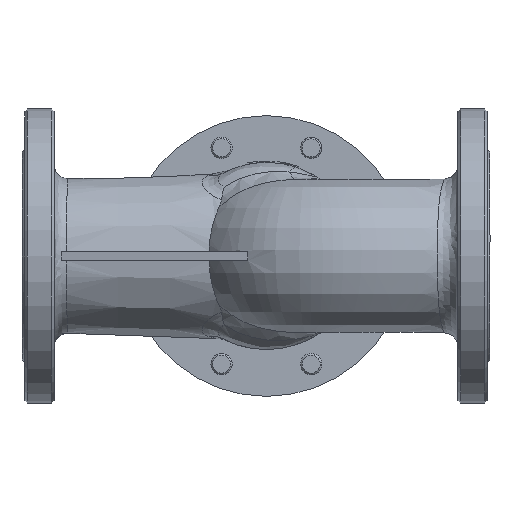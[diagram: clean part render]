
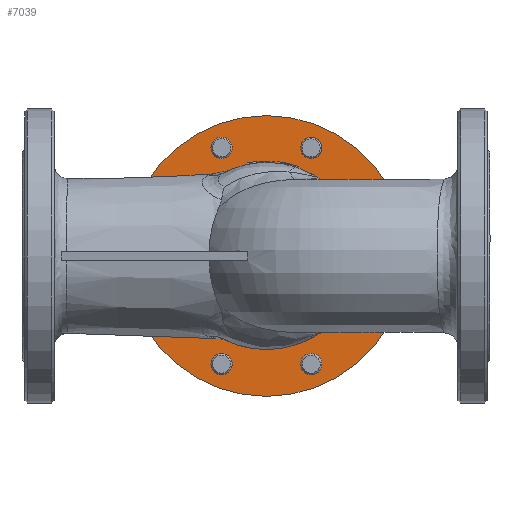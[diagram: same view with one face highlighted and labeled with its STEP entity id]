
A CAD part, front view. The second image highlights one B-rep face of the part: STEP entity #7039.
In plain terms, the highlighted planar face has unit normal (0, -1, 0).
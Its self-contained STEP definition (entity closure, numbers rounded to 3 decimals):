
#1338=FACE_BOUND('',#2303,.T.);
#1339=FACE_BOUND('',#2304,.T.);
#1340=FACE_BOUND('',#2305,.T.);
#1341=FACE_BOUND('',#2306,.T.);
#1342=FACE_BOUND('',#2307,.T.);
#1343=FACE_BOUND('',#2308,.T.);
#1344=FACE_BOUND('',#2309,.T.);
#1345=FACE_BOUND('',#2310,.T.);
#1346=FACE_BOUND('',#2311,.T.);
#1486=PLANE('',#7871);
#1811=FACE_OUTER_BOUND('',#2302,.T.);
#2302=EDGE_LOOP('',(#5861));
#2303=EDGE_LOOP('',(#5862));
#2304=EDGE_LOOP('',(#5863));
#2305=EDGE_LOOP('',(#5864));
#2306=EDGE_LOOP('',(#5865));
#2307=EDGE_LOOP('',(#5866));
#2308=EDGE_LOOP('',(#5867));
#2309=EDGE_LOOP('',(#5868));
#2310=EDGE_LOOP('',(#5869));
#2311=EDGE_LOOP('',(#5870));
#2729=CIRCLE('',#7826,70.);
#2761=CIRCLE('',#7872,105.);
#2762=CIRCLE('',#7873,8.);
#2763=CIRCLE('',#7874,8.);
#2764=CIRCLE('',#7875,8.);
#2765=CIRCLE('',#7876,8.);
#2766=CIRCLE('',#7877,8.);
#2767=CIRCLE('',#7878,8.);
#2768=CIRCLE('',#7879,8.);
#2769=CIRCLE('',#7880,8.);
#3283=VERTEX_POINT('',#14575);
#3346=VERTEX_POINT('',#17315);
#3347=VERTEX_POINT('',#17317);
#3348=VERTEX_POINT('',#17319);
#3349=VERTEX_POINT('',#17321);
#3350=VERTEX_POINT('',#17323);
#3351=VERTEX_POINT('',#17325);
#3352=VERTEX_POINT('',#17327);
#3353=VERTEX_POINT('',#17329);
#3354=VERTEX_POINT('',#17331);
#4125=EDGE_CURVE('',#3283,#3283,#2729,.T.);
#4217=EDGE_CURVE('',#3346,#3346,#2761,.T.);
#4218=EDGE_CURVE('',#3347,#3347,#2762,.T.);
#4219=EDGE_CURVE('',#3348,#3348,#2763,.T.);
#4220=EDGE_CURVE('',#3349,#3349,#2764,.T.);
#4221=EDGE_CURVE('',#3350,#3350,#2765,.T.);
#4222=EDGE_CURVE('',#3351,#3351,#2766,.T.);
#4223=EDGE_CURVE('',#3352,#3352,#2767,.T.);
#4224=EDGE_CURVE('',#3353,#3353,#2768,.T.);
#4225=EDGE_CURVE('',#3354,#3354,#2769,.T.);
#5861=ORIENTED_EDGE('',*,*,#4217,.F.);
#5862=ORIENTED_EDGE('',*,*,#4218,.F.);
#5863=ORIENTED_EDGE('',*,*,#4219,.F.);
#5864=ORIENTED_EDGE('',*,*,#4220,.F.);
#5865=ORIENTED_EDGE('',*,*,#4221,.F.);
#5866=ORIENTED_EDGE('',*,*,#4222,.F.);
#5867=ORIENTED_EDGE('',*,*,#4223,.F.);
#5868=ORIENTED_EDGE('',*,*,#4224,.F.);
#5869=ORIENTED_EDGE('',*,*,#4225,.F.);
#5870=ORIENTED_EDGE('',*,*,#4125,.T.);
#7039=ADVANCED_FACE('',(#1811,#1338,#1339,#1340,#1341,#1342,#1343,#1344,
#1345,#1346),#1486,.F.);
#7826=AXIS2_PLACEMENT_3D('',#14577,#9351,#9352);
#7871=AXIS2_PLACEMENT_3D('',#17314,#9446,#9447);
#7872=AXIS2_PLACEMENT_3D('',#17316,#9448,#9449);
#7873=AXIS2_PLACEMENT_3D('',#17318,#9450,#9451);
#7874=AXIS2_PLACEMENT_3D('',#17320,#9452,#9453);
#7875=AXIS2_PLACEMENT_3D('',#17322,#9454,#9455);
#7876=AXIS2_PLACEMENT_3D('',#17324,#9456,#9457);
#7877=AXIS2_PLACEMENT_3D('',#17326,#9458,#9459);
#7878=AXIS2_PLACEMENT_3D('',#17328,#9460,#9461);
#7879=AXIS2_PLACEMENT_3D('',#17330,#9462,#9463);
#7880=AXIS2_PLACEMENT_3D('',#17332,#9464,#9465);
#9351=DIRECTION('center_axis',(0.,1.,0.));
#9352=DIRECTION('ref_axis',(0.,0.,1.));
#9446=DIRECTION('center_axis',(0.,1.,0.));
#9447=DIRECTION('ref_axis',(0.,0.,1.));
#9448=DIRECTION('center_axis',(0.,1.,0.));
#9449=DIRECTION('ref_axis',(1.,0.,0.));
#9450=DIRECTION('center_axis',(0.,-1.,0.));
#9451=DIRECTION('ref_axis',(-1.,0.,0.));
#9452=DIRECTION('center_axis',(0.,-1.,0.));
#9453=DIRECTION('ref_axis',(-1.,0.,0.));
#9454=DIRECTION('center_axis',(0.,-1.,0.));
#9455=DIRECTION('ref_axis',(-1.,0.,0.));
#9456=DIRECTION('center_axis',(0.,-1.,0.));
#9457=DIRECTION('ref_axis',(-1.,0.,0.));
#9458=DIRECTION('center_axis',(0.,-1.,0.));
#9459=DIRECTION('ref_axis',(-1.,0.,0.));
#9460=DIRECTION('center_axis',(0.,-1.,0.));
#9461=DIRECTION('ref_axis',(-1.,0.,0.));
#9462=DIRECTION('center_axis',(0.,-1.,0.));
#9463=DIRECTION('ref_axis',(-1.,0.,0.));
#9464=DIRECTION('center_axis',(0.,-1.,0.));
#9465=DIRECTION('ref_axis',(-1.,0.,0.));
#14575=CARTESIAN_POINT('',(182.787,100.,-70.));
#14577=CARTESIAN_POINT('Origin',(182.787,100.,0.));
#17314=CARTESIAN_POINT('Origin',(182.787,100.,0.));
#17315=CARTESIAN_POINT('',(77.787,100.,0.));
#17316=CARTESIAN_POINT('Origin',(182.787,100.,0.));
#17317=CARTESIAN_POINT('',(271.626,100.,33.485));
#17318=CARTESIAN_POINT('Origin',(263.626,100.,33.485));
#17319=CARTESIAN_POINT('',(224.271,100.,80.839));
#17320=CARTESIAN_POINT('Origin',(216.271,100.,80.839));
#17321=CARTESIAN_POINT('',(157.302,100.,80.839));
#17322=CARTESIAN_POINT('Origin',(149.302,100.,80.839));
#17323=CARTESIAN_POINT('',(109.947,100.,33.485));
#17324=CARTESIAN_POINT('Origin',(101.947,100.,33.485));
#17325=CARTESIAN_POINT('',(109.947,100.,-33.485));
#17326=CARTESIAN_POINT('Origin',(101.947,100.,-33.485));
#17327=CARTESIAN_POINT('',(157.302,100.,-80.839));
#17328=CARTESIAN_POINT('Origin',(149.302,100.,-80.839));
#17329=CARTESIAN_POINT('',(224.271,100.,-80.839));
#17330=CARTESIAN_POINT('Origin',(216.271,100.,-80.839));
#17331=CARTESIAN_POINT('',(271.626,100.,-33.485));
#17332=CARTESIAN_POINT('Origin',(263.626,100.,-33.485));
